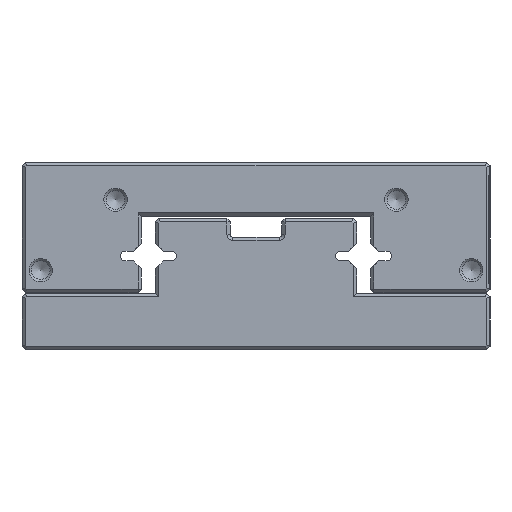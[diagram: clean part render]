
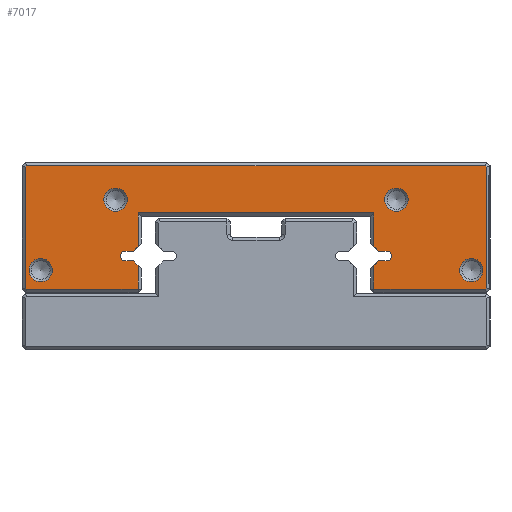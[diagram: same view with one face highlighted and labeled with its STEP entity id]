
A CAD part, left-side view. The second image highlights one B-rep face of the part: STEP entity #7017.
In plain terms, the highlighted planar face has unit normal (-1, 0, 0).
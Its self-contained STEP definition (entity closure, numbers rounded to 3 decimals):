
#5450=FACE_BOUND('',#11238,.T.);
#5451=FACE_BOUND('',#11239,.T.);
#5452=FACE_BOUND('',#11240,.T.);
#5453=FACE_BOUND('',#11241,.T.);
#5454=FACE_BOUND('',#11242,.T.);
#6292=CIRCLE('',#31672,1.);
#6319=CIRCLE('',#31707,1.);
#6325=CIRCLE('',#31719,2.5);
#6326=CIRCLE('',#31720,2.5);
#6327=CIRCLE('',#31721,2.5);
#6328=CIRCLE('',#31722,2.5);
#7017=ADVANCED_FACE('',(#5450,#5451,#5452,#5453,#5454),#8497,.T.);
#8497=PLANE('',#31723);
#11238=EDGE_LOOP('',(#15061,#15062,#15063,#15064,#15065,#15066,#15067,#15068,
#15069,#15070,#15071,#15072,#15073,#15074,#15075,#15076,#15077,#15078,#15079,
#15080,#15081,#15082,#15083,#15084));
#11239=EDGE_LOOP('',(#15085));
#11240=EDGE_LOOP('',(#15086));
#11241=EDGE_LOOP('',(#15087));
#11242=EDGE_LOOP('',(#15088));
#15061=ORIENTED_EDGE('',*,*,#23643,.F.);
#15062=ORIENTED_EDGE('',*,*,#23684,.T.);
#15063=ORIENTED_EDGE('',*,*,#23685,.T.);
#15064=ORIENTED_EDGE('',*,*,#23686,.T.);
#15065=ORIENTED_EDGE('',*,*,#23560,.F.);
#15066=ORIENTED_EDGE('',*,*,#23554,.F.);
#15067=ORIENTED_EDGE('',*,*,#23551,.F.);
#15068=ORIENTED_EDGE('',*,*,#23548,.F.);
#15069=ORIENTED_EDGE('',*,*,#23546,.F.);
#15070=ORIENTED_EDGE('',*,*,#23687,.T.);
#15071=ORIENTED_EDGE('',*,*,#23688,.T.);
#15072=ORIENTED_EDGE('',*,*,#23689,.T.);
#15073=ORIENTED_EDGE('',*,*,#23690,.T.);
#15074=ORIENTED_EDGE('',*,*,#23691,.T.);
#15075=ORIENTED_EDGE('',*,*,#23692,.T.);
#15076=ORIENTED_EDGE('',*,*,#23693,.T.);
#15077=ORIENTED_EDGE('',*,*,#23694,.T.);
#15078=ORIENTED_EDGE('',*,*,#23695,.T.);
#15079=ORIENTED_EDGE('',*,*,#23696,.T.);
#15080=ORIENTED_EDGE('',*,*,#23697,.T.);
#15081=ORIENTED_EDGE('',*,*,#23657,.F.);
#15082=ORIENTED_EDGE('',*,*,#23651,.F.);
#15083=ORIENTED_EDGE('',*,*,#23648,.F.);
#15084=ORIENTED_EDGE('',*,*,#23645,.F.);
#15085=ORIENTED_EDGE('',*,*,#23698,.T.);
#15086=ORIENTED_EDGE('',*,*,#23699,.T.);
#15087=ORIENTED_EDGE('',*,*,#23700,.T.);
#15088=ORIENTED_EDGE('',*,*,#23701,.T.);
#20850=VERTEX_POINT('',#42946);
#20851=VERTEX_POINT('',#42948);
#20852=VERTEX_POINT('',#42952);
#20854=VERTEX_POINT('',#42958);
#20856=VERTEX_POINT('',#42964);
#20861=VERTEX_POINT('',#42976);
#20917=VERTEX_POINT('',#43118);
#20918=VERTEX_POINT('',#43120);
#20919=VERTEX_POINT('',#43124);
#20921=VERTEX_POINT('',#43130);
#20923=VERTEX_POINT('',#43136);
#20928=VERTEX_POINT('',#43148);
#20951=VERTEX_POINT('',#43202);
#20952=VERTEX_POINT('',#43204);
#20953=VERTEX_POINT('',#43207);
#20954=VERTEX_POINT('',#43209);
#20955=VERTEX_POINT('',#43211);
#20956=VERTEX_POINT('',#43213);
#20957=VERTEX_POINT('',#43215);
#20958=VERTEX_POINT('',#43217);
#20959=VERTEX_POINT('',#43219);
#20960=VERTEX_POINT('',#43221);
#20961=VERTEX_POINT('',#43223);
#20962=VERTEX_POINT('',#43225);
#20963=VERTEX_POINT('',#43228);
#20964=VERTEX_POINT('',#43230);
#20965=VERTEX_POINT('',#43232);
#20966=VERTEX_POINT('',#43234);
#23546=EDGE_CURVE('',#20850,#20851,#26634,.T.);
#23548=EDGE_CURVE('',#20851,#20852,#26636,.T.);
#23551=EDGE_CURVE('',#20852,#20854,#6292,.T.);
#23554=EDGE_CURVE('',#20854,#20856,#26640,.T.);
#23560=EDGE_CURVE('',#20856,#20861,#26646,.T.);
#23643=EDGE_CURVE('',#20917,#20918,#26704,.T.);
#23645=EDGE_CURVE('',#20918,#20919,#26706,.T.);
#23648=EDGE_CURVE('',#20919,#20921,#6319,.T.);
#23651=EDGE_CURVE('',#20921,#20923,#26710,.T.);
#23657=EDGE_CURVE('',#20923,#20928,#26716,.T.);
#23684=EDGE_CURVE('',#20917,#20951,#26739,.T.);
#23685=EDGE_CURVE('',#20951,#20952,#26740,.T.);
#23686=EDGE_CURVE('',#20952,#20861,#26741,.T.);
#23687=EDGE_CURVE('',#20850,#20953,#26742,.T.);
#23688=EDGE_CURVE('',#20953,#20954,#26743,.T.);
#23689=EDGE_CURVE('',#20954,#20955,#26744,.T.);
#23690=EDGE_CURVE('',#20955,#20956,#26745,.T.);
#23691=EDGE_CURVE('',#20956,#20957,#26746,.T.);
#23692=EDGE_CURVE('',#20957,#20958,#26747,.T.);
#23693=EDGE_CURVE('',#20958,#20959,#26748,.T.);
#23694=EDGE_CURVE('',#20959,#20960,#26749,.T.);
#23695=EDGE_CURVE('',#20960,#20961,#26750,.T.);
#23696=EDGE_CURVE('',#20961,#20962,#26751,.T.);
#23697=EDGE_CURVE('',#20962,#20928,#26752,.T.);
#23698=EDGE_CURVE('',#20963,#20963,#6325,.T.);
#23699=EDGE_CURVE('',#20964,#20964,#6326,.T.);
#23700=EDGE_CURVE('',#20965,#20965,#6327,.T.);
#23701=EDGE_CURVE('',#20966,#20966,#6328,.T.);
#26634=LINE('',#42947,#29258);
#26636=LINE('',#42951,#29260);
#26640=LINE('',#42963,#29264);
#26646=LINE('',#42975,#29270);
#26704=LINE('',#43119,#29328);
#26706=LINE('',#43123,#29330);
#26710=LINE('',#43135,#29334);
#26716=LINE('',#43147,#29340);
#26739=LINE('',#43201,#29363);
#26740=LINE('',#43203,#29364);
#26741=LINE('',#43205,#29365);
#26742=LINE('',#43206,#29366);
#26743=LINE('',#43208,#29367);
#26744=LINE('',#43210,#29368);
#26745=LINE('',#43212,#29369);
#26746=LINE('',#43214,#29370);
#26747=LINE('',#43216,#29371);
#26748=LINE('',#43218,#29372);
#26749=LINE('',#43220,#29373);
#26750=LINE('',#43222,#29374);
#26751=LINE('',#43224,#29375);
#26752=LINE('',#43226,#29376);
#29258=VECTOR('',#35324,1.);
#29260=VECTOR('',#35328,1.);
#29264=VECTOR('',#35340,1.);
#29270=VECTOR('',#35348,1.);
#29328=VECTOR('',#35464,1.);
#29330=VECTOR('',#35468,1.);
#29334=VECTOR('',#35480,1.);
#29340=VECTOR('',#35488,1.);
#29363=VECTOR('',#35527,1.);
#29364=VECTOR('',#35528,1.);
#29365=VECTOR('',#35529,1.);
#29366=VECTOR('',#35530,1.);
#29367=VECTOR('',#35531,1.);
#29368=VECTOR('',#35532,1.);
#29369=VECTOR('',#35533,1.);
#29370=VECTOR('',#35534,1.);
#29371=VECTOR('',#35535,1.);
#29372=VECTOR('',#35536,1.);
#29373=VECTOR('',#35537,1.);
#29374=VECTOR('',#35538,1.);
#29375=VECTOR('',#35539,1.);
#29376=VECTOR('',#35540,1.);
#31672=AXIS2_PLACEMENT_3D('',#42957,#35333,#35334);
#31707=AXIS2_PLACEMENT_3D('',#43129,#35473,#35474);
#31719=AXIS2_PLACEMENT_3D('',#43227,#35541,#35542);
#31720=AXIS2_PLACEMENT_3D('',#43229,#35543,#35544);
#31721=AXIS2_PLACEMENT_3D('',#43231,#35545,#35546);
#31722=AXIS2_PLACEMENT_3D('',#43233,#35547,#35548);
#31723=AXIS2_PLACEMENT_3D('',#43235,#35549,#35550);
#35324=DIRECTION('',(0.,-0.707,0.707));
#35328=DIRECTION('',(0.,-1.,0.));
#35333=DIRECTION('',(-1.,0.,0.));
#35334=DIRECTION('',(0.,0.,-1.));
#35340=DIRECTION('',(0.,1.,0.));
#35348=DIRECTION('',(0.,0.707,0.707));
#35464=DIRECTION('',(0.,0.707,-0.707));
#35468=DIRECTION('',(0.,1.,0.));
#35473=DIRECTION('',(-1.,0.,0.));
#35474=DIRECTION('',(0.,0.,1.));
#35480=DIRECTION('',(0.,-1.,0.));
#35488=DIRECTION('',(0.,-0.707,-0.707));
#35527=DIRECTION('',(0.,0.,1.));
#35528=DIRECTION('',(0.,-1.,0.));
#35529=DIRECTION('',(0.,0.,-1.));
#35530=DIRECTION('',(0.,0.,-1.));
#35531=DIRECTION('',(0.,-1.,0.));
#35532=DIRECTION('',(0.,-0.707,0.707));
#35533=DIRECTION('',(0.,0.,1.));
#35534=DIRECTION('',(0.,0.707,0.707));
#35535=DIRECTION('',(0.,1.,0.));
#35536=DIRECTION('',(0.,0.707,-0.707));
#35537=DIRECTION('',(0.,0.,-1.));
#35538=DIRECTION('',(0.,-0.707,-0.707));
#35539=DIRECTION('',(0.,-1.,0.));
#35540=DIRECTION('',(0.,0.,1.));
#35541=DIRECTION('',(1.,0.,0.));
#35542=DIRECTION('',(0.,0.,-1.));
#35543=DIRECTION('',(1.,0.,0.));
#35544=DIRECTION('',(0.,0.,-1.));
#35545=DIRECTION('',(1.,0.,0.));
#35546=DIRECTION('',(0.,0.,-1.));
#35547=DIRECTION('',(1.,0.,0.));
#35548=DIRECTION('',(0.,0.,-1.));
#35549=DIRECTION('',(-1.,0.,0.));
#35550=DIRECTION('',(0.,0.,-1.));
#42946=CARTESIAN_POINT('',(80.,24.8,17.957));
#42947=CARTESIAN_POINT('',(80.,25.5,17.257));
#42948=CARTESIAN_POINT('',(80.,23.757,19.));
#42951=CARTESIAN_POINT('',(80.,23.757,19.));
#42952=CARTESIAN_POINT('',(80.,22.,19.));
#42957=CARTESIAN_POINT('',(80.,22.,20.));
#42958=CARTESIAN_POINT('',(80.,22.,21.));
#42963=CARTESIAN_POINT('',(80.,22.,21.));
#42964=CARTESIAN_POINT('',(80.,23.757,21.));
#42975=CARTESIAN_POINT('',(80.,23.757,21.));
#42976=CARTESIAN_POINT('',(80.,24.8,22.043));
#43118=CARTESIAN_POINT('',(80.,75.2,22.043));
#43119=CARTESIAN_POINT('',(80.,74.5,22.743));
#43120=CARTESIAN_POINT('',(80.,76.243,21.));
#43123=CARTESIAN_POINT('',(80.,76.243,21.));
#43124=CARTESIAN_POINT('',(80.,78.,21.));
#43129=CARTESIAN_POINT('',(80.,78.,20.));
#43130=CARTESIAN_POINT('',(80.,78.,19.));
#43135=CARTESIAN_POINT('',(80.,78.,19.));
#43136=CARTESIAN_POINT('',(80.,76.243,19.));
#43147=CARTESIAN_POINT('',(80.,76.243,19.));
#43148=CARTESIAN_POINT('',(80.,75.2,17.957));
#43201=CARTESIAN_POINT('',(80.,75.2,28.5));
#43202=CARTESIAN_POINT('',(80.,75.2,29.2));
#43203=CARTESIAN_POINT('',(80.,25.5,29.2));
#43204=CARTESIAN_POINT('',(80.,24.8,29.2));
#43205=CARTESIAN_POINT('',(80.,24.8,22.743));
#43206=CARTESIAN_POINT('',(80.,24.8,12.2));
#43207=CARTESIAN_POINT('',(80.,24.8,12.9));
#43208=CARTESIAN_POINT('',(80.,0.7,12.9));
#43209=CARTESIAN_POINT('',(80.,0.99,12.9));
#43210=CARTESIAN_POINT('',(80.,7.945,5.945));
#43211=CARTESIAN_POINT('',(80.,0.7,13.19));
#43212=CARTESIAN_POINT('',(80.,0.7,39.3));
#43213=CARTESIAN_POINT('',(80.,0.7,39.01));
#43214=CARTESIAN_POINT('',(80.,1.845,40.155));
#43215=CARTESIAN_POINT('',(80.,0.99,39.3));
#43216=CARTESIAN_POINT('',(80.,99.3,39.3));
#43217=CARTESIAN_POINT('',(80.,99.01,39.3));
#43218=CARTESIAN_POINT('',(80.,70.155,68.155));
#43219=CARTESIAN_POINT('',(80.,99.3,39.01));
#43220=CARTESIAN_POINT('',(80.,99.3,12.9));
#43221=CARTESIAN_POINT('',(80.,99.3,13.19));
#43222=CARTESIAN_POINT('',(80.,64.055,-22.055));
#43223=CARTESIAN_POINT('',(80.,99.01,12.9));
#43224=CARTESIAN_POINT('',(80.,74.5,12.9));
#43225=CARTESIAN_POINT('',(80.,75.2,12.9));
#43226=CARTESIAN_POINT('',(80.,75.2,17.257));
#43227=CARTESIAN_POINT('',(80.,96.,17.));
#43228=CARTESIAN_POINT('',(80.,96.,14.5));
#43229=CARTESIAN_POINT('',(80.,4.,17.));
#43230=CARTESIAN_POINT('',(80.,4.,14.5));
#43231=CARTESIAN_POINT('',(80.,20.,32.));
#43232=CARTESIAN_POINT('',(80.,20.,29.5));
#43233=CARTESIAN_POINT('',(80.,80.,32.));
#43234=CARTESIAN_POINT('',(80.,80.,29.5));
#43235=CARTESIAN_POINT('',(80.,22.,20.));
